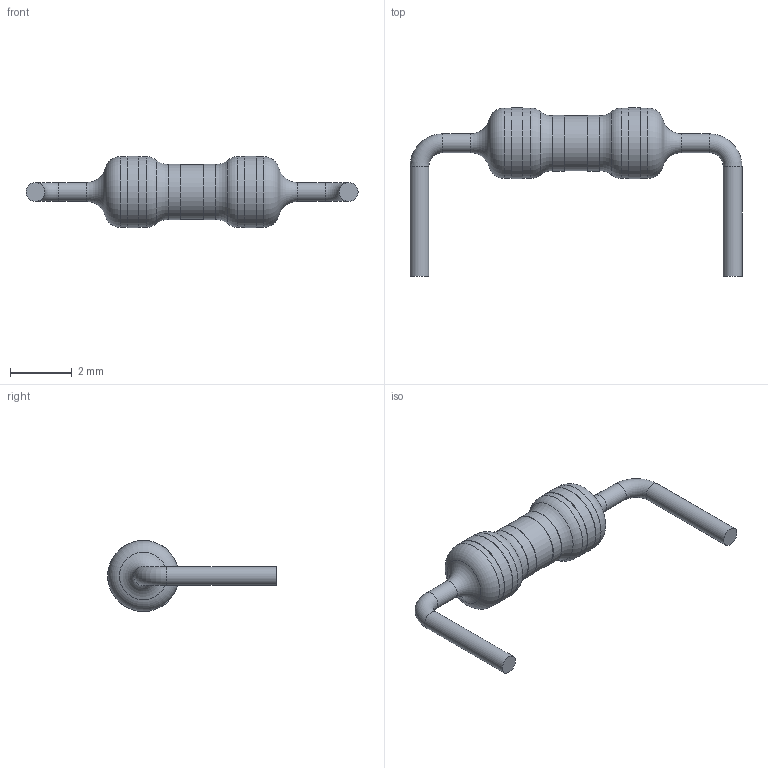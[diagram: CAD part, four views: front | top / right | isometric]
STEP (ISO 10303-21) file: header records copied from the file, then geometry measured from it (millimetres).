
FILE_DESCRIPTION(/* description */ ('STEP AP214'),/* implementation_level */ '2;1');
FILE_NAME(/* name */ 'Resistor 22 Ohm 0.4 v2.step',/* time_stamp */ '2025-06-08T01:13:19-04:00',/* author */ (''),/* organization */ (''),/* preprocessor_version */ 'ST-DEVELOPER v20.1',/* originating_system */ 'Autodesk Translation Framework v14.10.0.0',/* authorisation */ '');
FILE_SCHEMA (('AUTOMOTIVE_DESIGN { 1 0 10303 214 3 1 1 }'));
Length unit declared in the file: inch
Products named in the file (1): 2k2 0.4
Bounding box: 10.77 x 5.47 x 2.31 mm (x, y, z)
Volume: 23 mm3; surface area: 66.8 mm2
Topology: 1 solids, 1 shells, 33 faces, 65 edges, 42 vertices
Faces by surface type: cylinder 13, torus 10, plane 10
Full cylindrical faces by diameter (mm): 0.61 x4, 1.778 x1, 1.803 x2, 2.286 x4, 2.311 x2
Entity records: 1003 total; most frequent: DIRECTION 185, CARTESIAN_POINT 141, ORIENTED_EDGE 130, AXIS2_PLACEMENT_3D 86, EDGE_CURVE 65, CIRCLE 52, VERTEX_POINT 42, EDGE_LOOP 41
